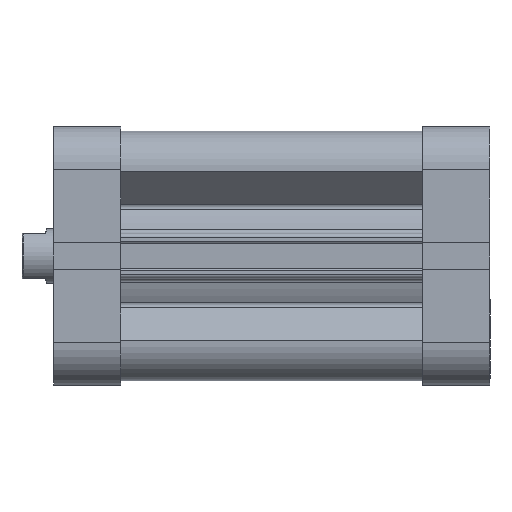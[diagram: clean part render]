
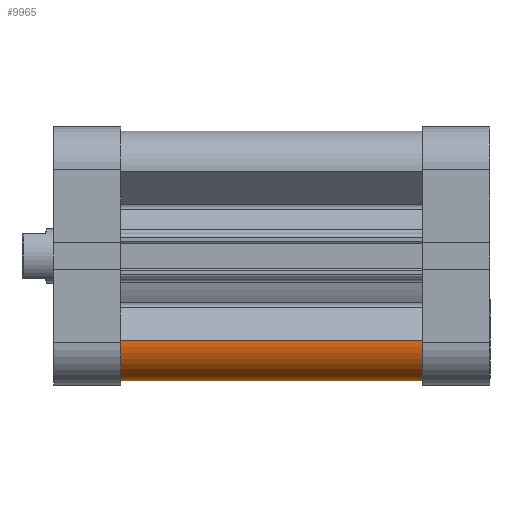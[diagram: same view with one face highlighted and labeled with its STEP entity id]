
A CAD part, front view. The second image highlights one B-rep face of the part: STEP entity #9965.
In plain terms, the highlighted cylindrical face has radius 8.5 mm (diameter 17 mm), a partial arc.
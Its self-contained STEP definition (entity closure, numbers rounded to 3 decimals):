
#198 = EDGE_LOOP ( 'NONE', ( #806, #805, #804, #803 ) ) ;
#803 = ORIENTED_EDGE ( 'NONE', *, *, #1888, .F. ) ;
#804 = ORIENTED_EDGE ( 'NONE', *, *, #1899, .T. ) ;
#805 = ORIENTED_EDGE ( 'NONE', *, *, #1890, .T. ) ;
#806 = ORIENTED_EDGE ( 'NONE', *, *, #1889, .F. ) ;
#1888 = EDGE_CURVE ( 'NONE', #4379, #4381, #6331, .T. ) ;
#1889 = EDGE_CURVE ( 'NONE', #4378, #4379, #6338, .T. ) ;
#1890 = EDGE_CURVE ( 'NONE', #4378, #4380, #6334, .T. ) ;
#1899 = EDGE_CURVE ( 'NONE', #4380, #4381, #6353, .T. ) ;
#2465 = AXIS2_PLACEMENT_3D ( 'NONE', #5508, #5516, #5517 ) ;
#2470 = AXIS2_PLACEMENT_3D ( 'NONE', #6789, #6791, #6792 ) ;
#3298 = DIRECTION ( 'NONE',  ( -1., 0., 0. ) ) ;
#3299 = DIRECTION ( 'NONE',  ( 0., 0., -1. ) ) ;
#3300 = CARTESIAN_POINT ( 'NONE',  ( -19., -19., 66.5 ) ) ;
#4378 = VERTEX_POINT ( 'NONE', #7960 ) ;
#4379 = VERTEX_POINT ( 'NONE', #7961 ) ;
#4380 = VERTEX_POINT ( 'NONE', #7962 ) ;
#4381 = VERTEX_POINT ( 'NONE', #7963 ) ;
#5508 = CARTESIAN_POINT ( 'NONE',  ( -19., -19., 66.5 ) ) ;
#5514 = CARTESIAN_POINT ( 'NONE',  ( -18.654, -27.493, 66.5 ) ) ;
#5515 = DIRECTION ( 'NONE',  ( 0., 0., -1. ) ) ;
#5516 = DIRECTION ( 'NONE',  ( 0., 0., 1. ) ) ;
#5517 = DIRECTION ( 'NONE',  ( -1., 0., 0. ) ) ;
#5519 = CARTESIAN_POINT ( 'NONE',  ( -27.5, -19., 66.5 ) ) ;
#5520 = DIRECTION ( 'NONE',  ( 0., 0., -1. ) ) ;
#6328 = VECTOR ( 'NONE', #5515, 1000. ) ;
#6331 = LINE ( 'NONE', #5514, #6328 ) ;
#6334 = LINE ( 'NONE', #5519, #6335 ) ;
#6335 = VECTOR ( 'NONE', #5520, 1000. ) ;
#6338 = CIRCLE ( 'NONE', #2465, 8.5 ) ;
#6353 = CIRCLE ( 'NONE', #2470, 8.5 ) ;
#6789 = CARTESIAN_POINT ( 'NONE',  ( -19., -19., 0. ) ) ;
#6791 = DIRECTION ( 'NONE',  ( 0., 0., 1. ) ) ;
#6792 = DIRECTION ( 'NONE',  ( -1., 0., 0. ) ) ;
#7960 = CARTESIAN_POINT ( 'NONE',  ( -27.5, -19., 66.5 ) ) ;
#7961 = CARTESIAN_POINT ( 'NONE',  ( -18.654, -27.493, 66.5 ) ) ;
#7962 = CARTESIAN_POINT ( 'NONE',  ( -27.5, -19., 0. ) ) ;
#7963 = CARTESIAN_POINT ( 'NONE',  ( -18.654, -27.493, 0. ) ) ;
#8241 = AXIS2_PLACEMENT_3D ( 'NONE', #3300, #3299, #3298 ) ;
#9064 = FACE_OUTER_BOUND ( 'NONE', #198, .T. ) ;
#9067 = CYLINDRICAL_SURFACE ( 'NONE', #8241, 8.5 ) ;
#9965 = ADVANCED_FACE ( 'NONE', ( #9064 ), #9067, .T. ) ;
